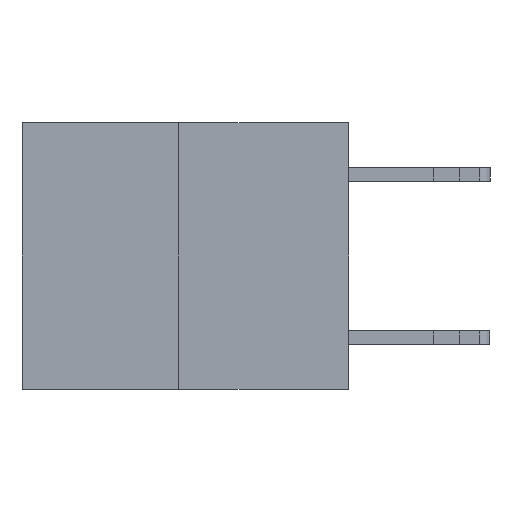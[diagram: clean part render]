
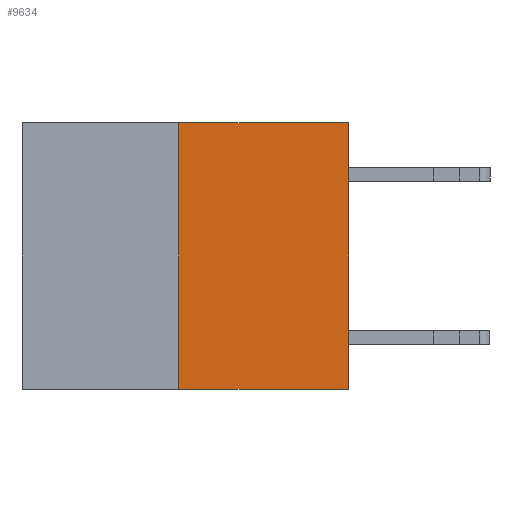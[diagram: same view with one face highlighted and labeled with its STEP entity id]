
A CAD part, left-side view. The second image highlights one B-rep face of the part: STEP entity #9634.
In plain terms, the highlighted planar face has unit normal (-1, 0, 0).
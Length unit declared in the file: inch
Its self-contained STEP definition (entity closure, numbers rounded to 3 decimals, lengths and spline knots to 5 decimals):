
#223 = CARTESIAN_POINT ( 'NONE',  ( 0., 0.312, 0. ) ) ;
#481 = LINE ( 'NONE', #11213, #18540 ) ;
#1041 = CARTESIAN_POINT ( 'NONE',  ( 0., 0.312, -0.49 ) ) ;
#1335 = VERTEX_POINT ( 'NONE', #7548 ) ;
#1430 = ORIENTED_EDGE ( 'NONE', *, *, #15454, .F. ) ;
#1758 = FACE_OUTER_BOUND ( 'NONE', #18555, .T. ) ;
#2961 = CARTESIAN_POINT ( 'NONE',  ( 0., 0.312, -0.49 ) ) ;
#3204 = VECTOR ( 'NONE', #17230, 39.37008 ) ;
#3683 = LINE ( 'NONE', #7877, #3204 ) ;
#4411 = PLANE ( 'NONE',  #13624 ) ;
#4590 = VERTEX_POINT ( 'NONE', #223 ) ;
#5324 = VERTEX_POINT ( 'NONE', #1041 ) ;
#6114 = VECTOR ( 'NONE', #13698, 39.37008 ) ;
#6813 = DIRECTION ( 'NONE',  ( 0., -1., 0. ) ) ;
#7494 = CARTESIAN_POINT ( 'NONE',  ( 0., 0.6, 0. ) ) ;
#7548 = CARTESIAN_POINT ( 'NONE',  ( 0., 0., 0. ) ) ;
#7877 = CARTESIAN_POINT ( 'NONE',  ( 0., 0.6, 0. ) ) ;
#8484 = CARTESIAN_POINT ( 'NONE',  ( 0., 0., 0. ) ) ;
#8637 = CARTESIAN_POINT ( 'NONE',  ( 0., 0., -0.49 ) ) ;
#9634 = ADVANCED_FACE ( 'NONE', ( #1758 ), #4411, .F. ) ;
#9694 = ORIENTED_EDGE ( 'NONE', *, *, #17546, .T. ) ;
#9773 = EDGE_CURVE ( 'NONE', #4590, #1335, #3683, .T. ) ;
#10023 = DIRECTION ( 'NONE',  ( 0., 0., 1. ) ) ;
#10027 = LINE ( 'NONE', #8484, #13616 ) ;
#11213 = CARTESIAN_POINT ( 'NONE',  ( 0., 0.6, -0.49 ) ) ;
#13161 = EDGE_CURVE ( 'NONE', #17598, #1335, #10027, .T. ) ;
#13616 = VECTOR ( 'NONE', #10023, 39.37008 ) ;
#13624 = AXIS2_PLACEMENT_3D ( 'NONE', #7494, #15349, #15151 ) ;
#13698 = DIRECTION ( 'NONE',  ( 0., 0., 1. ) ) ;
#14029 = LINE ( 'NONE', #2961, #6114 ) ;
#14366 = ORIENTED_EDGE ( 'NONE', *, *, #13161, .T. ) ;
#15092 = ORIENTED_EDGE ( 'NONE', *, *, #9773, .F. ) ;
#15151 = DIRECTION ( 'NONE',  ( 0., 0., -1. ) ) ;
#15349 = DIRECTION ( 'NONE',  ( 1., 0., 0. ) ) ;
#15454 = EDGE_CURVE ( 'NONE', #5324, #4590, #14029, .T. ) ;
#17230 = DIRECTION ( 'NONE',  ( 0., -1., 0. ) ) ;
#17546 = EDGE_CURVE ( 'NONE', #5324, #17598, #481, .T. ) ;
#17598 = VERTEX_POINT ( 'NONE', #8637 ) ;
#18540 = VECTOR ( 'NONE', #6813, 39.37008 ) ;
#18555 = EDGE_LOOP ( 'NONE', ( #1430, #9694, #14366, #15092 ) ) ;
